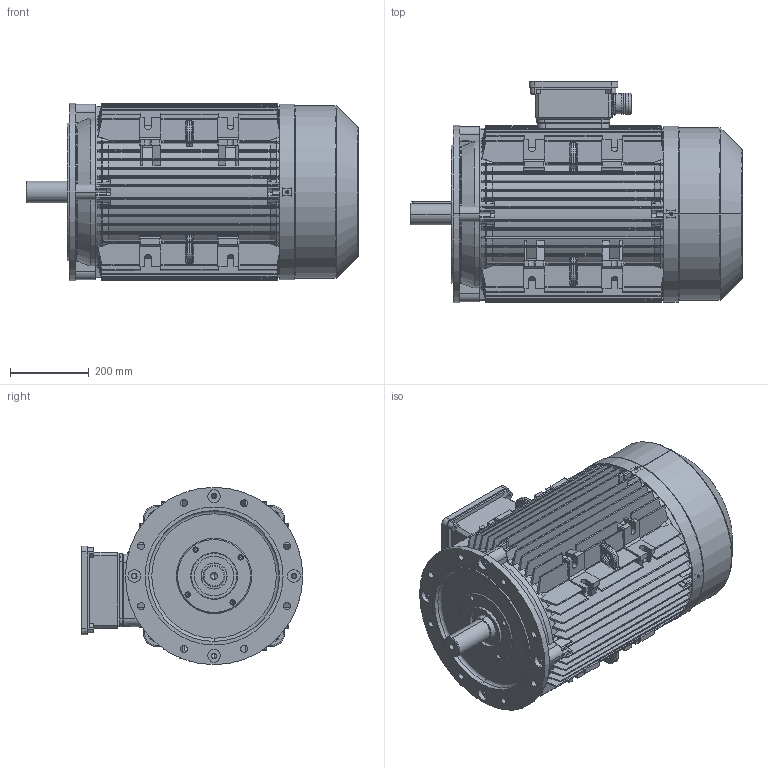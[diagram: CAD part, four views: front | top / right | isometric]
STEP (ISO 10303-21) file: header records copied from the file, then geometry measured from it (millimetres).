
FILE_DESCRIPTION (( 'STEP AP214' ), '1' );
FILE_NAME ('FCA225 M-B5-IC411-2 POLES.STEP', '2024-10-11T14:17:48', ( '' ), ( '' ), 'SwSTEP 2.0', 'SolidWorks 2024', '' );
FILE_SCHEMA (( 'AUTOMOTIVE_DESIGN' ));
Length unit declared in the file: millimetre
Products named in the file (14): Guarnizione scatola-motore 225-250T; Copriventola C250T; Guarnizione scatola-coperchio 225T-250T; Scatola morsetti 225T-250T; Scudo serie 225M con fori encoder; PRESSACAVO M50; Albero 225M serie 2POLI ventilato; Carcassa 250T; Tappo M50; parallel_din_Parallel key A16 x 10 x 100 DIN 6885; Flangia FC225M - diam.450; Coprimorsettiera  225T-250T; FCA225 M-B5-IC411-2 POLES; Coperchio scatola morsetti 225T-250T
Assembly tree (13 placements, depth 3):
  FCA225 M-B5-IC411-2 POLES
    Albero 225M serie 2POLI ventilato
    parallel_din_Parallel key A16 x 10 x 100 DIN 6885
    Scudo serie 225M con fori encoder
    Copriventola C250T
    Carcassa 250T
    Coprimorsettiera  225T-250T
      Scatola morsetti 225T-250T
      Guarnizione scatola-coperchio 225T-250T
      Guarnizione scatola-motore 225-250T
      Coperchio scatola morsetti 225T-250T
      Tappo M50
      PRESSACAVO M50
    Flangia FC225M - diam.450
Bounding box: 842.5 x 562 x 450 mm (x, y, z)
Volume: 19707394.3 mm3; surface area: 5148362.9 mm2
Topology: 15 solids, 16 shells, 5160 faces, 14671 edges, 9539 vertices
Faces by surface type: plane 3137, cylinder 1075, torus 373, cone 350, bspline 225
Entity records: 186304 total; most frequent: CARTESIAN_POINT 52604, ORIENTED_EDGE 29262, DIRECTION 25209, EDGE_CURVE 14631, LINE 9765, VECTOR 9765, VERTEX_POINT 9539, AXIS2_PLACEMENT_3D 7722
